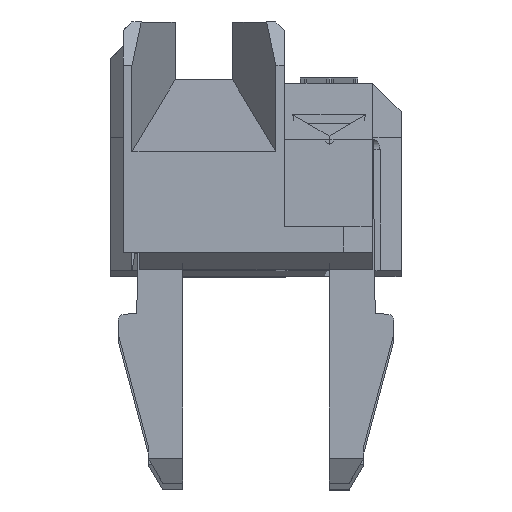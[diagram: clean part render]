
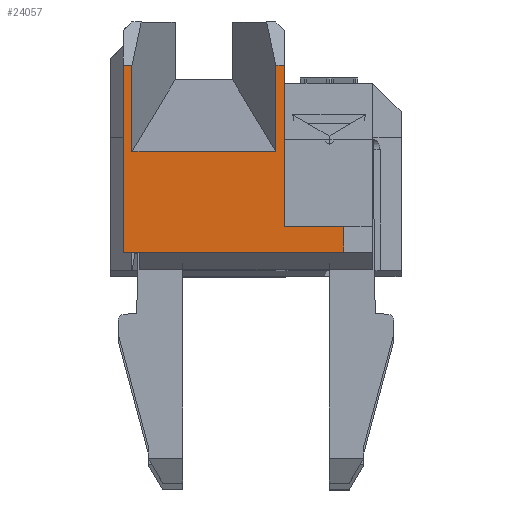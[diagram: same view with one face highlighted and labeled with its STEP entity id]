
A CAD part, top view. The second image highlights one B-rep face of the part: STEP entity #24057.
In plain terms, the highlighted planar face has unit normal (0, 0, 1).
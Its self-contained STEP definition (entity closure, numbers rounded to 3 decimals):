
#3192=FACE_OUTER_BOUND('',#4495,.T.);
#4495=EDGE_LOOP('',(#17860,#17861,#17862,#17863,#17864,#17865,#17866,#17867,
#17868,#17869));
#5823=LINE('',#36500,#8306);
#5824=LINE('',#36503,#8307);
#5826=LINE('',#36507,#8309);
#5829=LINE('',#36512,#8312);
#5833=LINE('',#36520,#8316);
#5844=LINE('',#36575,#8327);
#5852=LINE('',#36590,#8335);
#6166=LINE('',#39820,#8649);
#6169=LINE('',#39826,#8652);
#6170=LINE('',#39827,#8653);
#8306=VECTOR('',#27687,1000.);
#8307=VECTOR('',#27690,1000.);
#8309=VECTOR('',#27694,1000.);
#8312=VECTOR('',#27699,1000.);
#8316=VECTOR('',#27705,1000.);
#8327=VECTOR('',#27740,1000.);
#8335=VECTOR('',#27754,1000.);
#8649=VECTOR('',#28354,1000.);
#8652=VECTOR('',#28359,1000.);
#8653=VECTOR('',#28360,1000.);
#10838=VERTEX_POINT('',#36494);
#10840=VERTEX_POINT('',#36498);
#10841=VERTEX_POINT('',#36502);
#10842=VERTEX_POINT('',#36506);
#10843=VERTEX_POINT('',#36510);
#10844=VERTEX_POINT('',#36514);
#10846=VERTEX_POINT('',#36518);
#10860=VERTEX_POINT('',#36574);
#11094=VERTEX_POINT('',#39819);
#11096=VERTEX_POINT('',#39825);
#13190=EDGE_CURVE('',#10838,#10840,#5823,.T.);
#13191=EDGE_CURVE('',#10838,#10841,#5824,.T.);
#13193=EDGE_CURVE('',#10841,#10842,#5826,.T.);
#13196=EDGE_CURVE('',#10843,#10842,#5829,.T.);
#13200=EDGE_CURVE('',#10844,#10846,#5833,.T.);
#13218=EDGE_CURVE('',#10860,#10844,#5844,.T.);
#13226=EDGE_CURVE('',#10843,#10846,#5852,.T.);
#13624=EDGE_CURVE('',#10840,#11094,#6166,.T.);
#13627=EDGE_CURVE('',#11096,#10860,#6169,.T.);
#13628=EDGE_CURVE('',#11094,#11096,#6170,.T.);
#17860=ORIENTED_EDGE('',*,*,#13627,.T.);
#17861=ORIENTED_EDGE('',*,*,#13218,.T.);
#17862=ORIENTED_EDGE('',*,*,#13200,.T.);
#17863=ORIENTED_EDGE('',*,*,#13226,.F.);
#17864=ORIENTED_EDGE('',*,*,#13196,.T.);
#17865=ORIENTED_EDGE('',*,*,#13193,.F.);
#17866=ORIENTED_EDGE('',*,*,#13191,.F.);
#17867=ORIENTED_EDGE('',*,*,#13190,.T.);
#17868=ORIENTED_EDGE('',*,*,#13624,.T.);
#17869=ORIENTED_EDGE('',*,*,#13628,.T.);
#23119=PLANE('',#25468);
#24057=ADVANCED_FACE('',(#3192),#23119,.F.);
#25468=AXIS2_PLACEMENT_3D('',#39824,#28357,#28358);
#27687=DIRECTION('',(-1.,0.,0.));
#27690=DIRECTION('',(0.,-1.,0.));
#27694=DIRECTION('',(1.,0.,0.));
#27699=DIRECTION('',(0.,1.,0.));
#27705=DIRECTION('',(0.,-1.,0.));
#27740=DIRECTION('',(-1.,0.,0.));
#27754=DIRECTION('',(-1.,0.,0.));
#28354=DIRECTION('',(0.,-1.,0.));
#28357=DIRECTION('center_axis',(0.,0.,-1.));
#28358=DIRECTION('ref_axis',(-1.,0.,0.));
#28359=DIRECTION('',(0.,1.,0.));
#28360=DIRECTION('',(-1.,0.,0.));
#36494=CARTESIAN_POINT('',(3.53,7.1,13.25));
#36498=CARTESIAN_POINT('',(3.229,7.1,13.25));
#36500=CARTESIAN_POINT('',(7.58,7.1,13.25));
#36502=CARTESIAN_POINT('',(3.53,1.5,13.25));
#36503=CARTESIAN_POINT('',(3.53,8.6,13.25));
#36506=CARTESIAN_POINT('',(5.583,1.5,13.25));
#36507=CARTESIAN_POINT('',(3.53,1.5,13.25));
#36510=CARTESIAN_POINT('',(5.583,0.6,13.25));
#36512=CARTESIAN_POINT('',(5.583,0.,13.25));
#36514=CARTESIAN_POINT('',(-2.07,7.1,13.25));
#36518=CARTESIAN_POINT('',(-2.07,0.6,13.25));
#36520=CARTESIAN_POINT('',(-2.07,8.6,13.25));
#36574=CARTESIAN_POINT('',(-1.769,7.1,13.25));
#36575=CARTESIAN_POINT('',(7.58,7.1,13.25));
#36590=CARTESIAN_POINT('',(7.58,0.6,13.25));
#39819=CARTESIAN_POINT('',(3.229,4.1,13.25));
#39820=CARTESIAN_POINT('',(3.229,0.,13.25));
#39824=CARTESIAN_POINT('Origin',(7.58,0.,13.25));
#39825=CARTESIAN_POINT('',(-1.769,4.1,13.25));
#39826=CARTESIAN_POINT('',(-1.769,0.,13.25));
#39827=CARTESIAN_POINT('',(7.58,4.1,13.25));
